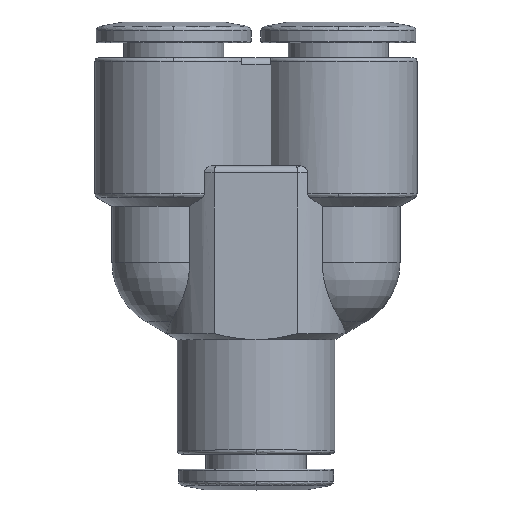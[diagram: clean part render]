
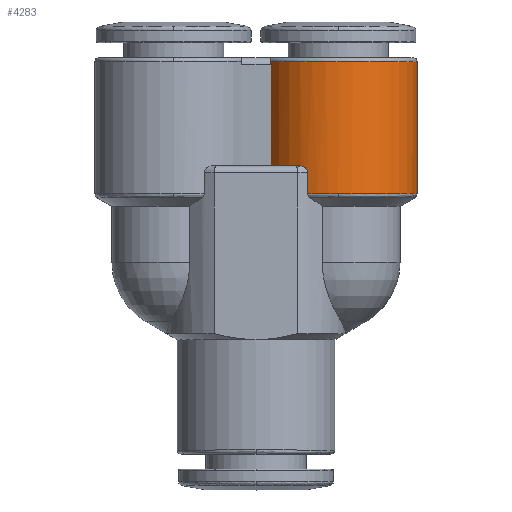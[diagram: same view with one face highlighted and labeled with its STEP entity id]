
A CAD part, top view. The second image highlights one B-rep face of the part: STEP entity #4283.
In plain terms, the highlighted cylindrical face has radius 5.75 mm (diameter 11.5 mm), a partial arc.
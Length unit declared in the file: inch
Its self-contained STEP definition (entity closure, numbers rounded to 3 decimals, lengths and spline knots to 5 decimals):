
#33 = DIRECTION ( 'NONE',  ( 1., 0., 0. ) ) ;
#194 = ORIENTED_EDGE ( 'NONE', *, *, #2109, .T. ) ;
#212 = CARTESIAN_POINT ( 'NONE',  ( 0.0431, 0.79189, 0.11811 ) ) ;
#213 = CARTESIAN_POINT ( 'NONE',  ( 0.14825, 0.60752, 0.20859 ) ) ;
#307 = CARTESIAN_POINT ( 'NONE',  ( 0.14825, 0.41801, 0.20859 ) ) ;
#340 = VERTEX_POINT ( 'NONE', #1064 ) ;
#359 = VECTOR ( 'NONE', #4088, 39.37008 ) ;
#389 = CARTESIAN_POINT ( 'NONE',  ( 0.23622, 0.41801, 0.22638 ) ) ;
#587 = CARTESIAN_POINT ( 'NONE',  ( 0.0421, 0.79702, 0.11647 ) ) ;
#601 = CARTESIAN_POINT ( 'NONE',  ( 0.4626, 0.60752, 0. ) ) ;
#626 = VERTEX_POINT ( 'NONE', #3987 ) ;
#633 = DIRECTION ( 'NONE',  ( 1., 0., 0. ) ) ;
#640 = VECTOR ( 'NONE', #2711, 39.37008 ) ;
#661 = DIRECTION ( 'NONE',  ( 0., -1., 0. ) ) ;
#771 = VERTEX_POINT ( 'NONE', #4189 ) ;
#848 = VERTEX_POINT ( 'NONE', #2542 ) ;
#849 = CARTESIAN_POINT ( 'NONE',  ( 0.13021, 0.49803, 0.20004 ) ) ;
#855 = DIRECTION ( 'NONE',  ( 0., -1., 0. ) ) ;
#955 = EDGE_CURVE ( 'NONE', #626, #4136, #3652, .T. ) ;
#974 = CARTESIAN_POINT ( 'NONE',  ( 0.0431, 0.62796, 0.11811 ) ) ;
#1064 = CARTESIAN_POINT ( 'NONE',  ( 0.12775, 0.49803, 0.1987 ) ) ;
#1069 = ORIENTED_EDGE ( 'NONE', *, *, #3736, .T. ) ;
#1175 = CARTESIAN_POINT ( 'NONE',  ( 0.04274, 0.79457, 0.11753 ) ) ;
#1196 = CARTESIAN_POINT ( 'NONE',  ( 0.23622, 0.49803, 0. ) ) ;
#1247 = AXIS2_PLACEMENT_3D ( 'NONE', #1196, #855, #3603 ) ;
#1496 = DIRECTION ( 'NONE',  ( 0., -1., 0. ) ) ;
#1590 = AXIS2_PLACEMENT_3D ( 'NONE', #3779, #1994, #3036 ) ;
#1769 = ORIENTED_EDGE ( 'NONE', *, *, #4396, .F. ) ;
#1774 = VERTEX_POINT ( 'NONE', #389 ) ;
#1908 = CARTESIAN_POINT ( 'NONE',  ( 0.13732, 0.49582, 0.20365 ) ) ;
#1977 = VERTEX_POINT ( 'NONE', #2427 ) ;
#1994 = DIRECTION ( 'NONE',  ( 0., 1., 0. ) ) ;
#1995 = ORIENTED_EDGE ( 'NONE', *, *, #2772, .T. ) ;
#2035 = LINE ( 'NONE', #974, #640 ) ;
#2074 = AXIS2_PLACEMENT_3D ( 'NONE', #3564, #2555, #2215 ) ;
#2099 = CARTESIAN_POINT ( 'NONE',  ( 0.0431, 0.78915, 0.11811 ) ) ;
#2109 = EDGE_CURVE ( 'NONE', #4136, #2991, #3608, .T. ) ;
#2215 = DIRECTION ( 'NONE',  ( 1., 0., 0. ) ) ;
#2292 = DIRECTION ( 'NONE',  ( 0., -1., 0. ) ) ;
#2427 = CARTESIAN_POINT ( 'NONE',  ( 0.14825, 0.47835, 0.20859 ) ) ;
#2484 = EDGE_CURVE ( 'NONE', #340, #1977, #3291, .T. ) ;
#2505 = CIRCLE ( 'NONE', #2074, 0.22638 ) ;
#2542 = CARTESIAN_POINT ( 'NONE',  ( 0.4626, 0.41801, 0. ) ) ;
#2555 = DIRECTION ( 'NONE',  ( 0., 1., 0. ) ) ;
#2631 = EDGE_CURVE ( 'NONE', #626, #848, #2715, .T. ) ;
#2668 = FACE_OUTER_BOUND ( 'NONE', #2702, .T. ) ;
#2690 = CYLINDRICAL_SURFACE ( 'NONE', #3748, 0.22638 ) ;
#2702 = EDGE_LOOP ( 'NONE', ( #4001, #3273, #194, #3716, #1769, #3041, #3167, #1069, #1995 ) ) ;
#2711 = DIRECTION ( 'NONE',  ( 0., 1., 0. ) ) ;
#2715 = LINE ( 'NONE', #601, #359 ) ;
#2772 = EDGE_CURVE ( 'NONE', #1774, #848, #2505, .T. ) ;
#2884 = EDGE_CURVE ( 'NONE', #771, #2991, #2035, .T. ) ;
#2897 = CARTESIAN_POINT ( 'NONE',  ( 0.23622, 0.79702, 0. ) ) ;
#2904 = CARTESIAN_POINT ( 'NONE',  ( 0.13957, 0.49449, 0.20472 ) ) ;
#2977 = CARTESIAN_POINT ( 'NONE',  ( 0.23622, 0.60752, 0. ) ) ;
#2991 = VERTEX_POINT ( 'NONE', #2099 ) ;
#2992 = CARTESIAN_POINT ( 'NONE',  ( 0.0431, 0.78915, 0.11811 ) ) ;
#3015 = VECTOR ( 'NONE', #2292, 39.37008 ) ;
#3036 = DIRECTION ( 'NONE',  ( 1., 0., 0. ) ) ;
#3041 = ORIENTED_EDGE ( 'NONE', *, *, #2484, .T. ) ;
#3048 = EDGE_CURVE ( 'NONE', #1977, #4253, #3985, .T. ) ;
#3144 = AXIS2_PLACEMENT_3D ( 'NONE', #2897, #1496, #33 ) ;
#3167 = ORIENTED_EDGE ( 'NONE', *, *, #3048, .T. ) ;
#3214 = CARTESIAN_POINT ( 'NONE',  ( 0.14825, 0.48398, 0.20859 ) ) ;
#3273 = ORIENTED_EDGE ( 'NONE', *, *, #955, .T. ) ;
#3278 = CARTESIAN_POINT ( 'NONE',  ( 0.14825, 0.47835, 0.20859 ) ) ;
#3291 = B_SPLINE_CURVE_WITH_KNOTS ( 'NONE', 3,
 ( #3958, #849, #3617, #1908, #2904, #3999, #3214, #3278 ),
 .UNSPECIFIED., .F., .F.,
 ( 4, 2, 2, 4 ),
 ( 0., 0.00021, 0.00042, 0.00084 ),
 .UNSPECIFIED. ) ;
#3538 = CIRCLE ( 'NONE', #1247, 0.22638 ) ;
#3564 = CARTESIAN_POINT ( 'NONE',  ( 0.23622, 0.41801, 0. ) ) ;
#3595 = CIRCLE ( 'NONE', #1590, 0.22638 ) ;
#3603 = DIRECTION ( 'NONE',  ( 1., 0., 0. ) ) ;
#3608 = B_SPLINE_CURVE_WITH_KNOTS ( 'NONE', 3,
 ( #587, #1175, #212, #2992 ),
 .UNSPECIFIED., .F., .F.,
 ( 4, 4 ),
 ( 0., 0.00021 ),
 .UNSPECIFIED. ) ;
#3617 = CARTESIAN_POINT ( 'NONE',  ( 0.13262, 0.49759, 0.2013 ) ) ;
#3652 = CIRCLE ( 'NONE', #3144, 0.22638 ) ;
#3716 = ORIENTED_EDGE ( 'NONE', *, *, #2884, .F. ) ;
#3736 = EDGE_CURVE ( 'NONE', #4253, #1774, #3595, .T. ) ;
#3748 = AXIS2_PLACEMENT_3D ( 'NONE', #2977, #661, #633 ) ;
#3779 = CARTESIAN_POINT ( 'NONE',  ( 0.23622, 0.41801, 0. ) ) ;
#3958 = CARTESIAN_POINT ( 'NONE',  ( 0.12775, 0.49803, 0.1987 ) ) ;
#3985 = LINE ( 'NONE', #213, #3015 ) ;
#3987 = CARTESIAN_POINT ( 'NONE',  ( 0.4626, 0.79702, 0. ) ) ;
#3999 = CARTESIAN_POINT ( 'NONE',  ( 0.14547, 0.48929, 0.20744 ) ) ;
#4001 = ORIENTED_EDGE ( 'NONE', *, *, #2631, .F. ) ;
#4088 = DIRECTION ( 'NONE',  ( 0., -1., 0. ) ) ;
#4136 = VERTEX_POINT ( 'NONE', #4176 ) ;
#4176 = CARTESIAN_POINT ( 'NONE',  ( 0.0421, 0.79702, 0.11647 ) ) ;
#4189 = CARTESIAN_POINT ( 'NONE',  ( 0.0431, 0.49803, 0.11811 ) ) ;
#4253 = VERTEX_POINT ( 'NONE', #307 ) ;
#4283 = ADVANCED_FACE ( 'NONE', ( #2668 ), #2690, .T. ) ;
#4396 = EDGE_CURVE ( 'NONE', #340, #771, #3538, .T. ) ;
